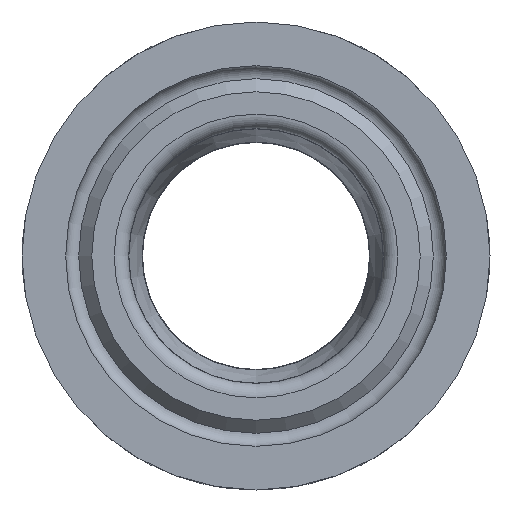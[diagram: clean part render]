
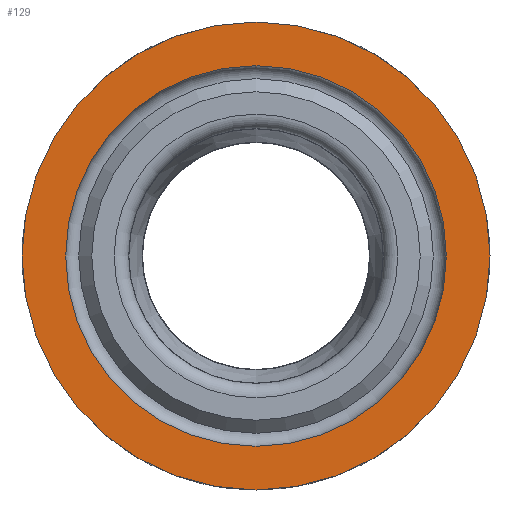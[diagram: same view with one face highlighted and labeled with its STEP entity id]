
A CAD part, left-side view. The second image highlights one B-rep face of the part: STEP entity #129.
In plain terms, the highlighted planar face has unit normal (-1, 0, 0).
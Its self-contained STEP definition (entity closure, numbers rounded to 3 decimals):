
#129 = ADVANCED_FACE( '', ( #283, #284 ), #285, .F. );
#283 = FACE_OUTER_BOUND( '', #467, .T. );
#284 = FACE_BOUND( '', #468, .T. );
#285 = PLANE( '', #469 );
#467 = EDGE_LOOP( '', ( #918 ) );
#468 = EDGE_LOOP( '', ( #919 ) );
#469 = AXIS2_PLACEMENT_3D( '', #920, #921, #922 );
#918 = ORIENTED_EDGE( '', *, *, #1206, .F. );
#919 = ORIENTED_EDGE( '', *, *, #1207, .T. );
#920 = CARTESIAN_POINT( '', ( 7., 11.58, 0. ) );
#921 = DIRECTION( '', ( 1., 0., 0. ) );
#922 = DIRECTION( '', ( 0., 0., -1. ) );
#1206 = EDGE_CURVE( '', #1470, #1470, #1471, .T. );
#1207 = EDGE_CURVE( '', #1472, #1472, #1473, .T. );
#1470 = VERTEX_POINT( '', #1964 );
#1471 = CIRCLE( '', #1965, 16.5 );
#1472 = VERTEX_POINT( '', #1966 );
#1473 = CIRCLE( '', #1967, 13.42 );
#1964 = CARTESIAN_POINT( '', ( 7., 0., -16.5 ) );
#1965 = AXIS2_PLACEMENT_3D( '', #2215, #2216, #2217 );
#1966 = CARTESIAN_POINT( '', ( 7., 0., -13.42 ) );
#1967 = AXIS2_PLACEMENT_3D( '', #2218, #2219, #2220 );
#2215 = CARTESIAN_POINT( '', ( 7., 0., 0. ) );
#2216 = DIRECTION( '', ( 1., 0., 0. ) );
#2217 = DIRECTION( '', ( 0., 0., -1. ) );
#2218 = CARTESIAN_POINT( '', ( 7., 0., 0. ) );
#2219 = DIRECTION( '', ( 1., 0., 0. ) );
#2220 = DIRECTION( '', ( 0., 0., -1. ) );
